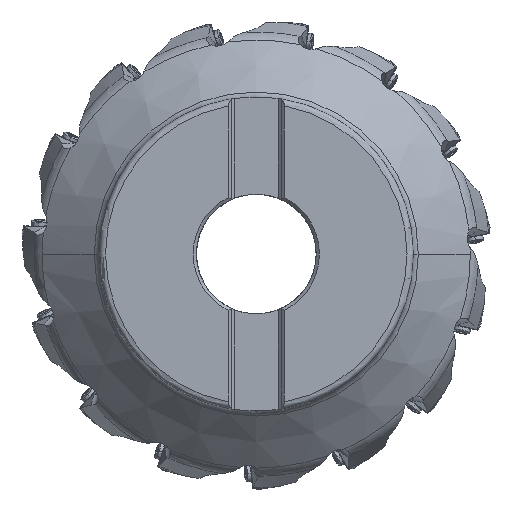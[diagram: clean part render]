
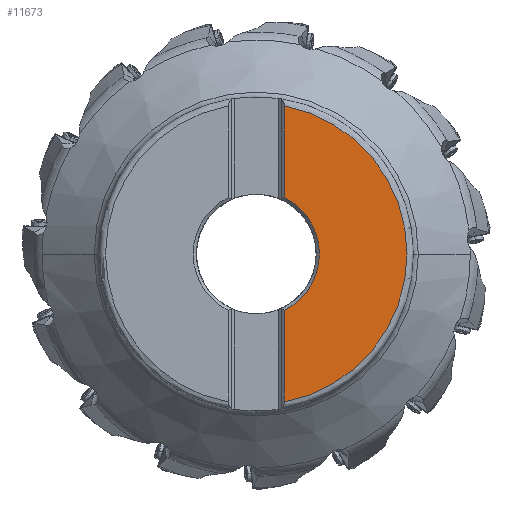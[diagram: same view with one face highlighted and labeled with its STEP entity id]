
A CAD part, top view. The second image highlights one B-rep face of the part: STEP entity #11673.
In plain terms, the highlighted planar face has unit normal (0, 0, 1).
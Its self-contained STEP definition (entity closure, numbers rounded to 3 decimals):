
#4157=LINE('',#70360,#6861);
#4158=LINE('',#70361,#6862);
#6861=VECTOR('',#51086,1.);
#6862=VECTOR('',#51087,1.);
#9559=FACE_OUTER_BOUND('',#15148,.T.);
#11673=ADVANCED_FACE('',(#9559),#13537,.T.);
#13537=PLANE('',#44638);
#15148=EDGE_LOOP('',(#20819,#20820,#20821,#20822,#20823,#20824));
#20819=ORIENTED_EDGE('',*,*,#35827,.F.);
#20820=ORIENTED_EDGE('',*,*,#35826,.F.);
#20821=ORIENTED_EDGE('',*,*,#35828,.F.);
#20822=ORIENTED_EDGE('',*,*,#35787,.F.);
#20823=ORIENTED_EDGE('',*,*,#35786,.F.);
#20824=ORIENTED_EDGE('',*,*,#35829,.F.);
#30933=VERTEX_POINT('',#70209);
#30934=VERTEX_POINT('',#70211);
#30935=VERTEX_POINT('',#70213);
#30961=VERTEX_POINT('',#70348);
#30962=VERTEX_POINT('',#70355);
#30963=VERTEX_POINT('',#70357);
#35786=EDGE_CURVE('',#30933,#30934,#40528,.T.);
#35787=EDGE_CURVE('',#30934,#30935,#40529,.T.);
#35826=EDGE_CURVE('',#30962,#30963,#40543,.T.);
#35827=EDGE_CURVE('',#30963,#30961,#40544,.T.);
#35828=EDGE_CURVE('',#30935,#30962,#4157,.T.);
#35829=EDGE_CURVE('',#30961,#30933,#4158,.T.);
#40528=CIRCLE('',#44610,48.);
#40529=CIRCLE('',#44611,48.);
#40543=CIRCLE('',#44635,20.085);
#40544=CIRCLE('',#44636,20.085);
#44610=AXIS2_PLACEMENT_3D('',#70210,#51014,#51015);
#44611=AXIS2_PLACEMENT_3D('',#70212,#51016,#51017);
#44635=AXIS2_PLACEMENT_3D('',#70356,#51080,#51081);
#44636=AXIS2_PLACEMENT_3D('',#70358,#51082,#51083);
#44638=AXIS2_PLACEMENT_3D('',#70362,#51088,#51089);
#51014=DIRECTION('',(0.,0.,-1.));
#51015=DIRECTION('',(0.186,0.983,0.));
#51016=DIRECTION('',(0.,0.,-1.));
#51017=DIRECTION('',(1.,0.,0.));
#51080=DIRECTION('',(0.,0.,1.));
#51081=DIRECTION('',(0.445,-0.896,0.));
#51082=DIRECTION('',(0.,0.,1.));
#51083=DIRECTION('',(1.,0.,0.));
#51086=DIRECTION('',(0.,1.,0.));
#51087=DIRECTION('',(0.,1.,0.));
#51088=DIRECTION('',(0.,0.,1.));
#51089=DIRECTION('',(1.,0.,0.));
#70209=CARTESIAN_POINT('',(8.937,47.161,0.));
#70210=CARTESIAN_POINT('',(0.,0.,0.));
#70211=CARTESIAN_POINT('',(48.,0.,0.));
#70212=CARTESIAN_POINT('',(0.,0.,0.));
#70213=CARTESIAN_POINT('',(8.938,-47.161,0.));
#70348=CARTESIAN_POINT('',(8.937,17.987,0.));
#70355=CARTESIAN_POINT('',(8.938,-17.987,0.));
#70356=CARTESIAN_POINT('',(0.,0.,0.));
#70357=CARTESIAN_POINT('',(20.085,0.,0.));
#70358=CARTESIAN_POINT('',(0.,0.,0.));
#70360=CARTESIAN_POINT('',(8.938,-47.161,0.));
#70361=CARTESIAN_POINT('',(8.938,17.987,0.));
#70362=CARTESIAN_POINT('',(28.469,0.,0.));
